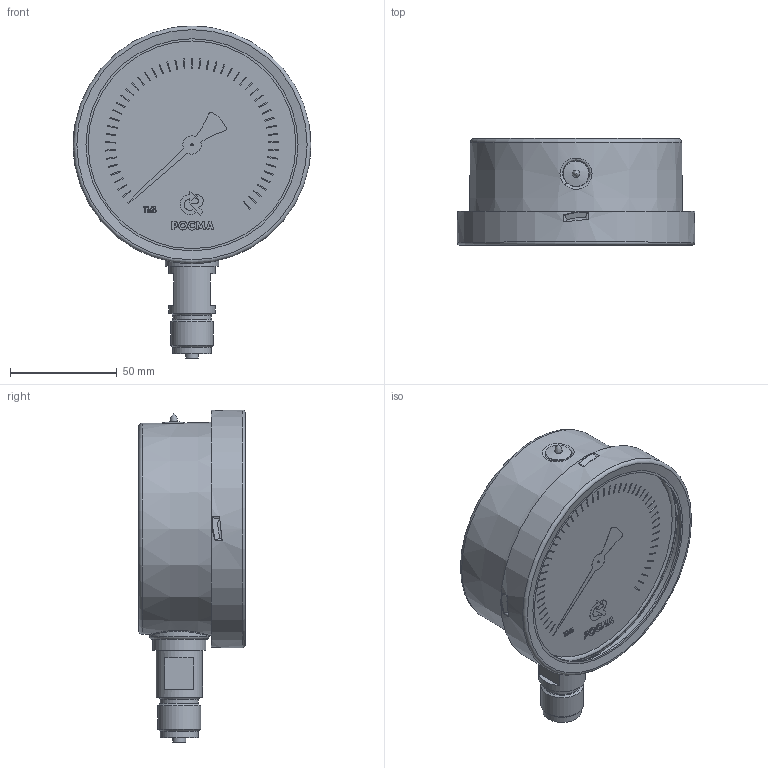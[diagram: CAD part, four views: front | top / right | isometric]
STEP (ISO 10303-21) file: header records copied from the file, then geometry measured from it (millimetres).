
FILE_DESCRIPTION(/* description */ ('ТМ-521Р'),/* implementation_level */ '2;1');
FILE_NAME(/* name */ 'ТМ-521Р.stp',/* time_stamp */ '2023-07-07T12:00:41+03:00',/* author */ ('Tech'),/* organization */ (''),/* preprocessor_version */ 'ST-DEVELOPER v18.1',/* originating_system */ 'Autodesk Inventor 2021',/* authorisation */ '');
FILE_SCHEMA (('AUTOMOTIVE_DESIGN { 1 0 10303 214 3 1 1 }'));
Length unit declared in the file: millimetre
Products named in the file (1): ТМ-521Р
Bounding box: 111.4 x 50.05 x 155.65 mm (x, y, z)
Volume: 411391.8 mm3; surface area: 90359.1 mm2
Topology: 4 solids, 5 shells, 702 faces, 1795 edges, 1178 vertices
Faces by surface type: plane 443, cylinder 103, cone 72, bspline 47, torus 34, sphere 3
Full cylindrical faces by diameter (mm): 0.99 x1, 2.093 x1, 2.5 x2, 3.5 x1, 4.143 x1, 4.2 x2, 6 x1, 8 x1, 10 x1, 12 x1, 18 x2, 20 x1, 21.8 x1, 25 x2, 97.4 x1, 97.942 x1, 109.4 x1, 111.4 x1
Entity records: 26749 total; most frequent: CARTESIAN_POINT 9550, ORIENTED_EDGE 3582, DIRECTION 3504, EDGE_CURVE 1791, VERTEX_POINT 1178, AXIS2_PLACEMENT_3D 1175, LINE 1154, VECTOR 1154
